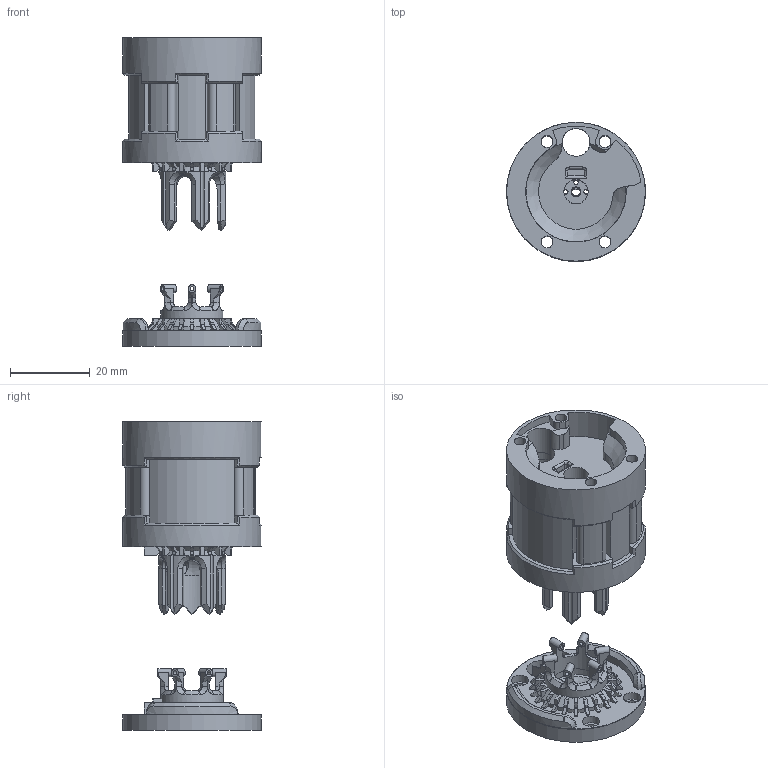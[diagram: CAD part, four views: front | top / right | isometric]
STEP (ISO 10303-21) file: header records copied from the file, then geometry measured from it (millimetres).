
FILE_DESCRIPTION(/* description */ (''),/* implementation_level */ '2;1');
FILE_NAME(/* name */ 'Secura-CrystalChamber.step',/* time_stamp */ '2025-05-18T14:26:19-04:00',/* author */ (''),/* organization */ (''),/* preprocessor_version */ 'ST-DEVELOPER v20.1',/* originating_system */ 'Autodesk Translation Framework v14.4.0.0',/* authorisation */ '');
FILE_SCHEMA (('AUTOMOTIVE_DESIGN { 1 0 10303 214 3 1 1 }'));
Length unit declared in the file: millimetre
Products named in the file (1): Secura-CrystalChamber
Bounding box: 34.9 x 34.9 x 77.61 mm (x, y, z)
Volume: 22832.4 mm3; surface area: 19148.4 mm2
Topology: 6 solids, 6 shells, 862 faces, 2383 edges, 1548 vertices
Faces by surface type: plane 348, cylinder 293, cone 132, bspline 87, torus 2
Full cylindrical faces by diameter (mm): 1 x6, 1.1 x6, 2 x6, 3 x12, 4.416 x8, 6.1 x1, 7 x4, 7.2 x1, 7.5 x1, 8 x1, 8.2 x1, 8.6 x1, 9.9 x1, 12 x1, 12.806 x1, 13.5 x1, 14.12 x1, 15.8 x1, 15.806 x1, 17 x1, 34.9 x3
Entity records: 31111 total; most frequent: CARTESIAN_POINT 9905, ORIENTED_EDGE 4766, DIRECTION 4095, EDGE_CURVE 2383, VERTEX_POINT 1548, AXIS2_PLACEMENT_3D 1518, LINE 1059, VECTOR 1059
